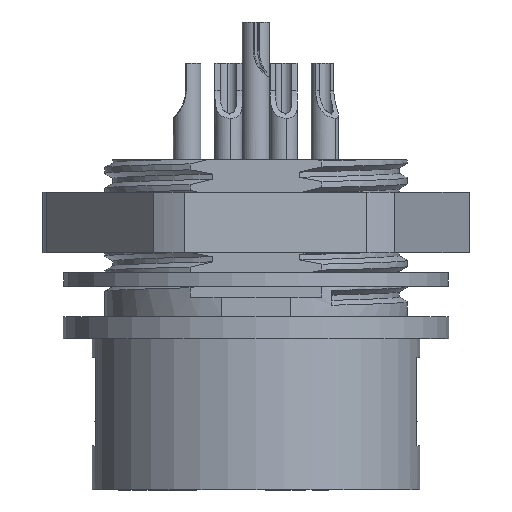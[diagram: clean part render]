
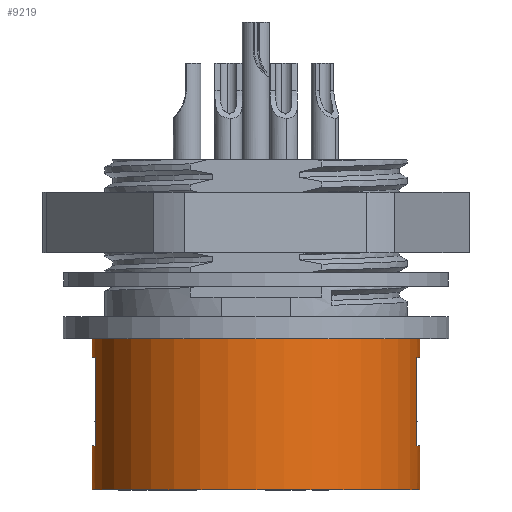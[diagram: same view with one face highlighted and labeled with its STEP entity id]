
A CAD part, left-side view. The second image highlights one B-rep face of the part: STEP entity #9219.
In plain terms, the highlighted cylindrical face has radius 5.95 mm (diameter 11.9 mm), a partial arc.
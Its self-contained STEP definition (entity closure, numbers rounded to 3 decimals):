
#82 = VERTEX_POINT ( 'NONE', #20193 ) ;
#109 = EDGE_CURVE ( 'NONE', #22272, #18625, #8152, .T. ) ;
#357 = LINE ( 'NONE', #2194, #14135 ) ;
#493 = CARTESIAN_POINT ( 'NONE',  ( 0., -5.95, -10.4 ) ) ;
#693 = VECTOR ( 'NONE', #2928, 1000. ) ;
#974 = CARTESIAN_POINT ( 'NONE',  ( 0., 5.95, -6.2 ) ) ;
#1268 = VERTEX_POINT ( 'NONE', #18489 ) ;
#1353 = ORIENTED_EDGE ( 'NONE', *, *, #14342, .T. ) ;
#1355 = ORIENTED_EDGE ( 'NONE', *, *, #109, .F. ) ;
#1546 = AXIS2_PLACEMENT_3D ( 'NONE', #17851, #4232, #19888 ) ;
#1857 = CARTESIAN_POINT ( 'NONE',  ( 0., 0., -10.4 ) ) ;
#2105 = AXIS2_PLACEMENT_3D ( 'NONE', #21818, #18296, #15223 ) ;
#2194 = CARTESIAN_POINT ( 'NONE',  ( -1.15, 5.838, -6.2 ) ) ;
#2297 = CIRCLE ( 'NONE', #8110, 5.95 ) ;
#2881 = CARTESIAN_POINT ( 'NONE',  ( 0., 5.95, -10.4 ) ) ;
#2928 = DIRECTION ( 'NONE',  ( 0., 0., -1. ) ) ;
#3079 = ORIENTED_EDGE ( 'NONE', *, *, #11873, .T. ) ;
#3112 = VERTEX_POINT ( 'NONE', #2881 ) ;
#4232 = DIRECTION ( 'NONE',  ( 0., 0., -1. ) ) ;
#4304 = LINE ( 'NONE', #16543, #6450 ) ;
#4323 = DIRECTION ( 'NONE',  ( 0., -1., 0. ) ) ;
#4528 = CARTESIAN_POINT ( 'NONE',  ( 0., -5.95, -6.2 ) ) ;
#4666 = DIRECTION ( 'NONE',  ( 0., 0., -1. ) ) ;
#4698 = ORIENTED_EDGE ( 'NONE', *, *, #17553, .T. ) ;
#5021 = CIRCLE ( 'NONE', #2105, 5.95 ) ;
#5376 = VERTEX_POINT ( 'NONE', #16592 ) ;
#5530 = LINE ( 'NONE', #10767, #13194 ) ;
#5598 = DIRECTION ( 'NONE',  ( 0., 0., -1. ) ) ;
#5618 = CARTESIAN_POINT ( 'NONE',  ( 0., -5.95, -7.2 ) ) ;
#5821 = ORIENTED_EDGE ( 'NONE', *, *, #10058, .T. ) ;
#5924 = DIRECTION ( 'NONE',  ( 0., -1., 0. ) ) ;
#6056 = DIRECTION ( 'NONE',  ( 0., 0., 1. ) ) ;
#6327 = EDGE_LOOP ( 'NONE', ( #21670, #10592, #4698, #5821, #3079, #1353, #11784, #17463, #9927, #22071, #7629, #1355 ) ) ;
#6450 = VECTOR ( 'NONE', #20318, 1000. ) ;
#6552 = VERTEX_POINT ( 'NONE', #493 ) ;
#6799 = DIRECTION ( 'NONE',  ( 0., 0., 1. ) ) ;
#7009 = CARTESIAN_POINT ( 'NONE',  ( 0., 0., -6.5 ) ) ;
#7047 = LINE ( 'NONE', #19078, #7970 ) ;
#7199 = EDGE_CURVE ( 'NONE', #16250, #21681, #5021, .T. ) ;
#7629 = ORIENTED_EDGE ( 'NONE', *, *, #10264, .T. ) ;
#7721 = AXIS2_PLACEMENT_3D ( 'NONE', #1857, #10179, #17082 ) ;
#7970 = VECTOR ( 'NONE', #17373, 1000. ) ;
#8110 = AXIS2_PLACEMENT_3D ( 'NONE', #19796, #6056, #17976 ) ;
#8152 = LINE ( 'NONE', #4528, #693 ) ;
#8716 = DIRECTION ( 'NONE',  ( 0., 0., -1. ) ) ;
#8764 = CARTESIAN_POINT ( 'NONE',  ( 0., -5.95, -12. ) ) ;
#8830 = CIRCLE ( 'NONE', #1546, 5.95 ) ;
#9219 = ADVANCED_FACE ( 'NONE', ( #18155 ), #19866, .T. ) ;
#9373 = CARTESIAN_POINT ( 'NONE',  ( -1.15, -5.838, -7.2 ) ) ;
#9598 = LINE ( 'NONE', #974, #10301 ) ;
#9631 = EDGE_CURVE ( 'NONE', #6552, #21681, #7047, .T. ) ;
#9927 = ORIENTED_EDGE ( 'NONE', *, *, #16967, .T. ) ;
#9992 = CARTESIAN_POINT ( 'NONE',  ( 0., 0., -6.2 ) ) ;
#10058 = EDGE_CURVE ( 'NONE', #10616, #1268, #357, .T. ) ;
#10179 = DIRECTION ( 'NONE',  ( 0., 0., -1. ) ) ;
#10256 = VERTEX_POINT ( 'NONE', #14884 ) ;
#10264 = EDGE_CURVE ( 'NONE', #16657, #18625, #19074, .T. ) ;
#10301 = VECTOR ( 'NONE', #18224, 1000. ) ;
#10592 = ORIENTED_EDGE ( 'NONE', *, *, #19762, .T. ) ;
#10616 = VERTEX_POINT ( 'NONE', #11702 ) ;
#10767 = CARTESIAN_POINT ( 'NONE',  ( -1.15, -5.838, -6.2 ) ) ;
#10883 = AXIS2_PLACEMENT_3D ( 'NONE', #9992, #4666, #4323 ) ;
#11050 = CARTESIAN_POINT ( 'NONE',  ( 0., 0., -7.2 ) ) ;
#11702 = CARTESIAN_POINT ( 'NONE',  ( -1.15, 5.838, -7.2 ) ) ;
#11784 = ORIENTED_EDGE ( 'NONE', *, *, #7199, .T. ) ;
#11873 = EDGE_CURVE ( 'NONE', #1268, #3112, #8830, .T. ) ;
#12834 = AXIS2_PLACEMENT_3D ( 'NONE', #7009, #8716, #13928 ) ;
#13194 = VECTOR ( 'NONE', #6799, 1000. ) ;
#13265 = AXIS2_PLACEMENT_3D ( 'NONE', #11050, #14770, #5924 ) ;
#13928 = DIRECTION ( 'NONE',  ( 0., -1., 0. ) ) ;
#14135 = VECTOR ( 'NONE', #5598, 1000. ) ;
#14342 = EDGE_CURVE ( 'NONE', #3112, #16250, #9598, .T. ) ;
#14587 = CIRCLE ( 'NONE', #7721, 5.95 ) ;
#14770 = DIRECTION ( 'NONE',  ( 0., 0., 1. ) ) ;
#14884 = CARTESIAN_POINT ( 'NONE',  ( 0., 5.95, -7.2 ) ) ;
#15019 = CIRCLE ( 'NONE', #12834, 5.95 ) ;
#15223 = DIRECTION ( 'NONE',  ( 0., -1., 0. ) ) ;
#16250 = VERTEX_POINT ( 'NONE', #22495 ) ;
#16543 = CARTESIAN_POINT ( 'NONE',  ( 0., 5.95, -6.2 ) ) ;
#16592 = CARTESIAN_POINT ( 'NONE',  ( 0., 5.95, -6.5 ) ) ;
#16657 = VERTEX_POINT ( 'NONE', #9373 ) ;
#16967 = EDGE_CURVE ( 'NONE', #6552, #82, #14587, .T. ) ;
#17082 = DIRECTION ( 'NONE',  ( 0., -1., 0. ) ) ;
#17373 = DIRECTION ( 'NONE',  ( 0., 0., -1. ) ) ;
#17463 = ORIENTED_EDGE ( 'NONE', *, *, #9631, .F. ) ;
#17553 = EDGE_CURVE ( 'NONE', #10256, #10616, #2297, .T. ) ;
#17851 = CARTESIAN_POINT ( 'NONE',  ( 0., 0., -10.4 ) ) ;
#17976 = DIRECTION ( 'NONE',  ( 0., -1., 0. ) ) ;
#18155 = FACE_OUTER_BOUND ( 'NONE', #6327, .T. ) ;
#18224 = DIRECTION ( 'NONE',  ( 0., 0., -1. ) ) ;
#18296 = DIRECTION ( 'NONE',  ( 0., 0., 1. ) ) ;
#18489 = CARTESIAN_POINT ( 'NONE',  ( -1.15, 5.838, -10.4 ) ) ;
#18625 = VERTEX_POINT ( 'NONE', #5618 ) ;
#19074 = CIRCLE ( 'NONE', #13265, 5.95 ) ;
#19078 = CARTESIAN_POINT ( 'NONE',  ( 0., -5.95, -6.2 ) ) ;
#19762 = EDGE_CURVE ( 'NONE', #5376, #10256, #4304, .T. ) ;
#19796 = CARTESIAN_POINT ( 'NONE',  ( 0., 0., -7.2 ) ) ;
#19866 = CYLINDRICAL_SURFACE ( 'NONE', #10883, 5.95 ) ;
#19888 = DIRECTION ( 'NONE',  ( 0., -1., 0. ) ) ;
#20193 = CARTESIAN_POINT ( 'NONE',  ( -1.15, -5.838, -10.4 ) ) ;
#20318 = DIRECTION ( 'NONE',  ( 0., 0., -1. ) ) ;
#20653 = CARTESIAN_POINT ( 'NONE',  ( 0., -5.95, -6.5 ) ) ;
#21670 = ORIENTED_EDGE ( 'NONE', *, *, #22207, .T. ) ;
#21681 = VERTEX_POINT ( 'NONE', #8764 ) ;
#21818 = CARTESIAN_POINT ( 'NONE',  ( 0., 0., -12. ) ) ;
#22071 = ORIENTED_EDGE ( 'NONE', *, *, #22167, .T. ) ;
#22167 = EDGE_CURVE ( 'NONE', #82, #16657, #5530, .T. ) ;
#22207 = EDGE_CURVE ( 'NONE', #22272, #5376, #15019, .T. ) ;
#22272 = VERTEX_POINT ( 'NONE', #20653 ) ;
#22495 = CARTESIAN_POINT ( 'NONE',  ( 0., 5.95, -12. ) ) ;
